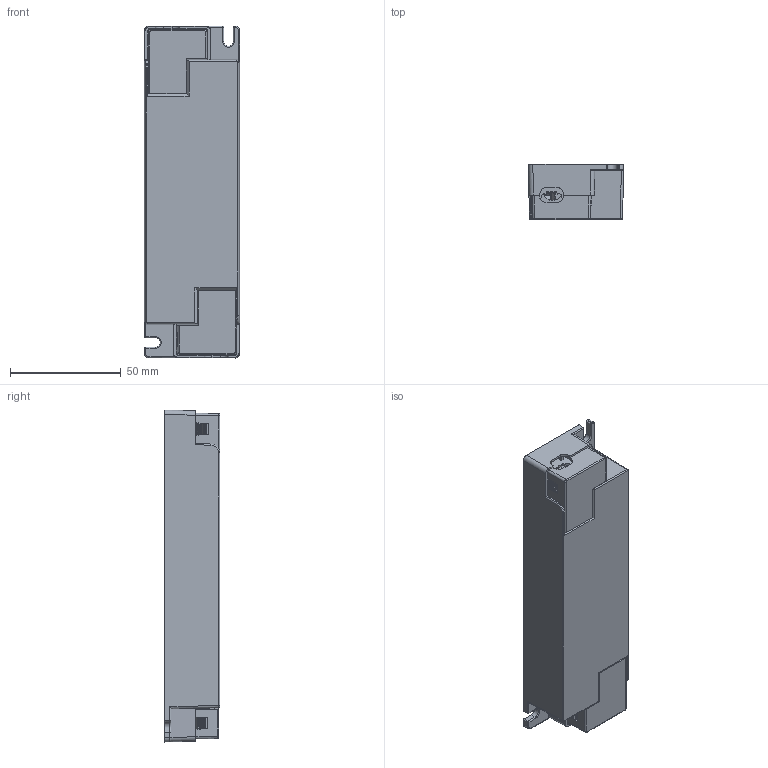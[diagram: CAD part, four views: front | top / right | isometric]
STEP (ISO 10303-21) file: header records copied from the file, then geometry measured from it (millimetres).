
FILE_DESCRIPTION(('Creo Elements/Direct Modeling STEP Export'),'2;1');
FILE_NAME('ECXd700.564.stp','2021-01-11T 8:58:37',(''),(''),'PTC Creo Elements/Direct Modeling STEP processor for AP214 (Solid Model)','PTC Creo Elements/Direct Modeling 19.0E 27-Jun-2016 (C) Parametric Technology GmbH','');
FILE_SCHEMA(('AUTOMOTIVE_DESIGN { 1 0 10303 214 1 1 1 1 }'));
Products named in the file (3): casing; cord_grip1
Assembly tree (2 placements, depth 2):
  casing
    cord_grip1
    casing
Bounding box: 43 x 25 x 150 mm (x, y, z)
Volume: 2215.9 mm3; surface area: 63674.3 mm2
Topology: 1 solids, 31 shells, 2237 faces, 6380 edges, 4177 vertices
Faces by surface type: plane 1278, extrusion 804, cylinder 139, torus 12, sphere 4
Entity records: 92535 total; most frequent: CARTESIAN_POINT 20383, ORIENTED_EDGE 12758, DIRECTION 8395, EDGE_CURVE 6376, VECTOR 5199, LINE 4395, VERTEX_POINT 4177, B_SPLINE_CURVE_WITH_KNOTS 2481
